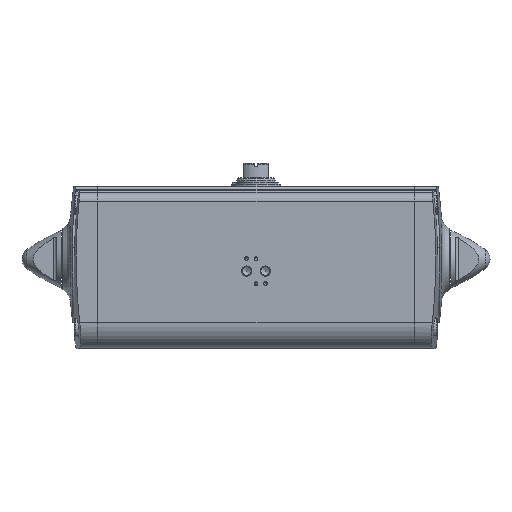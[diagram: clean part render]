
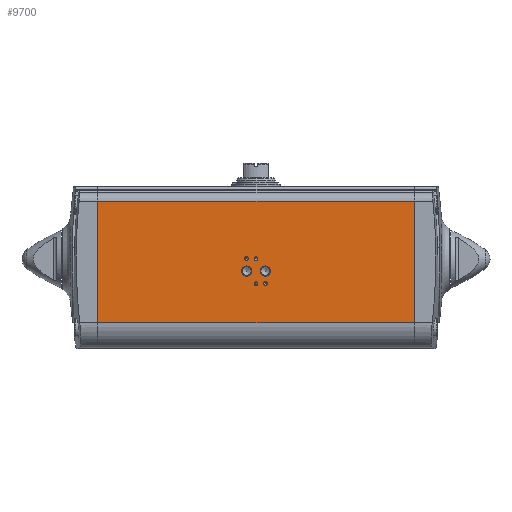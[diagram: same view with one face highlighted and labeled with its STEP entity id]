
A CAD part, top view. The second image highlights one B-rep face of the part: STEP entity #9700.
In plain terms, the highlighted planar face has unit normal (0, 0, 1).
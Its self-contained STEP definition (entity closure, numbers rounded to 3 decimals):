
#566=CIRCLE('',#10275,2.5);
#567=CIRCLE('',#10276,2.5);
#568=CIRCLE('',#10277,2.5);
#569=CIRCLE('',#10278,2.5);
#570=CIRCLE('',#10279,6.579);
#571=CIRCLE('',#10280,6.579);
#1392=ORIENTED_EDGE('',*,*,#3193,.T.);
#1393=ORIENTED_EDGE('',*,*,#3194,.T.);
#1394=ORIENTED_EDGE('',*,*,#3195,.T.);
#1395=ORIENTED_EDGE('',*,*,#3196,.T.);
#1396=ORIENTED_EDGE('',*,*,#3197,.F.);
#1397=ORIENTED_EDGE('',*,*,#3198,.F.);
#1398=ORIENTED_EDGE('',*,*,#3199,.F.);
#1399=ORIENTED_EDGE('',*,*,#3117,.T.);
#1400=ORIENTED_EDGE('',*,*,#3200,.T.);
#1401=ORIENTED_EDGE('',*,*,#3191,.F.);
#3117=EDGE_CURVE('',#3995,#3997,#4524,.T.);
#3191=EDGE_CURVE('',#4041,#4042,#4568,.T.);
#3193=EDGE_CURVE('',#4043,#4043,#566,.T.);
#3194=EDGE_CURVE('',#4044,#4044,#567,.T.);
#3195=EDGE_CURVE('',#4045,#4045,#568,.T.);
#3196=EDGE_CURVE('',#4046,#4046,#569,.T.);
#3197=EDGE_CURVE('',#4047,#4047,#570,.T.);
#3198=EDGE_CURVE('',#4048,#4048,#571,.T.);
#3199=EDGE_CURVE('',#3995,#4041,#4569,.T.);
#3200=EDGE_CURVE('',#3997,#4042,#4570,.T.);
#3995=VERTEX_POINT('',#14240);
#3997=VERTEX_POINT('',#14244);
#4041=VERTEX_POINT('',#14385);
#4042=VERTEX_POINT('',#14387);
#4043=VERTEX_POINT('',#14391);
#4044=VERTEX_POINT('',#14393);
#4045=VERTEX_POINT('',#14395);
#4046=VERTEX_POINT('',#14397);
#4047=VERTEX_POINT('',#14399);
#4048=VERTEX_POINT('',#14401);
#4524=LINE('',#14245,#5016);
#4568=LINE('',#14386,#5060);
#4569=LINE('',#14402,#5061);
#4570=LINE('',#14403,#5062);
#5016=VECTOR('',#11376,1000.);
#5060=VECTOR('',#11526,1000.);
#5061=VECTOR('',#11543,1000.);
#5062=VECTOR('',#11544,1000.);
#5440=EDGE_LOOP('',(#1392));
#5441=EDGE_LOOP('',(#1393));
#5442=EDGE_LOOP('',(#1394));
#5443=EDGE_LOOP('',(#1395));
#5444=EDGE_LOOP('',(#1396));
#5445=EDGE_LOOP('',(#1397));
#5446=EDGE_LOOP('',(#1398,#1399,#1400,#1401));
#6000=FACE_BOUND('',#5440,.T.);
#6001=FACE_BOUND('',#5441,.T.);
#6002=FACE_BOUND('',#5442,.T.);
#6003=FACE_BOUND('',#5443,.T.);
#6004=FACE_BOUND('',#5444,.T.);
#6005=FACE_BOUND('',#5445,.T.);
#6006=FACE_BOUND('',#5446,.T.);
#6480=PLANE('',#10274);
#9700=ADVANCED_FACE('',(#6000,#6001,#6002,#6003,#6004,#6005,#6006),#6480,
 .F.);
#10274=AXIS2_PLACEMENT_3D('',#14389,#11529,#11530);
#10275=AXIS2_PLACEMENT_3D('',#14390,#11531,#11532);
#10276=AXIS2_PLACEMENT_3D('',#14392,#11533,#11534);
#10277=AXIS2_PLACEMENT_3D('',#14394,#11535,#11536);
#10278=AXIS2_PLACEMENT_3D('',#14396,#11537,#11538);
#10279=AXIS2_PLACEMENT_3D('',#14398,#11539,#11540);
#10280=AXIS2_PLACEMENT_3D('',#14400,#11541,#11542);
#11376=DIRECTION('',(-1.,0.,0.));
#11526=DIRECTION('',(-1.,0.,0.));
#11529=DIRECTION('',(0.,0.,-1.));
#11530=DIRECTION('',(-1.,0.,0.));
#11531=DIRECTION('',(0.,0.,-1.));
#11532=DIRECTION('',(-1.,0.,0.));
#11533=DIRECTION('',(0.,0.,-1.));
#11534=DIRECTION('',(-1.,0.,0.));
#11535=DIRECTION('',(0.,0.,-1.));
#11536=DIRECTION('',(-1.,0.,0.));
#11537=DIRECTION('',(0.,0.,-1.));
#11538=DIRECTION('',(-1.,0.,0.));
#11539=DIRECTION('',(0.,0.,1.));
#11540=DIRECTION('',(1.,0.,0.));
#11541=DIRECTION('',(0.,0.,1.));
#11542=DIRECTION('',(1.,0.,0.));
#11543=DIRECTION('',(0.,-1.,0.));
#11544=DIRECTION('',(0.,-1.,0.));
#14240=CARTESIAN_POINT('',(203.,74.2,114.7));
#14244=CARTESIAN_POINT('',(-203.,74.2,114.7));
#14245=CARTESIAN_POINT('',(203.,74.2,114.7));
#14385=CARTESIAN_POINT('',(203.,-81.7,114.7));
#14386=CARTESIAN_POINT('',(203.,-81.7,114.7));
#14387=CARTESIAN_POINT('',(-203.,-81.7,114.7));
#14389=CARTESIAN_POINT('',(203.,74.2,114.7));
#14390=CARTESIAN_POINT('',(-12.,0.5,114.7));
#14391=CARTESIAN_POINT('',(-14.5,0.5,114.7));
#14392=CARTESIAN_POINT('',(0.,0.5,114.7));
#14393=CARTESIAN_POINT('',(-2.5,0.5,114.7));
#14394=CARTESIAN_POINT('',(0.,-31.5,114.7));
#14395=CARTESIAN_POINT('',(-2.5,-31.5,114.7));
#14396=CARTESIAN_POINT('',(12.,-31.5,114.7));
#14397=CARTESIAN_POINT('',(9.5,-31.5,114.7));
#14398=CARTESIAN_POINT('',(-12.,-15.5,114.7));
#14399=CARTESIAN_POINT('',(-5.422,-15.5,114.7));
#14400=CARTESIAN_POINT('',(12.,-15.5,114.7));
#14401=CARTESIAN_POINT('',(18.579,-15.5,114.7));
#14402=CARTESIAN_POINT('',(203.,74.2,114.7));
#14403=CARTESIAN_POINT('',(-203.,74.2,114.7));
